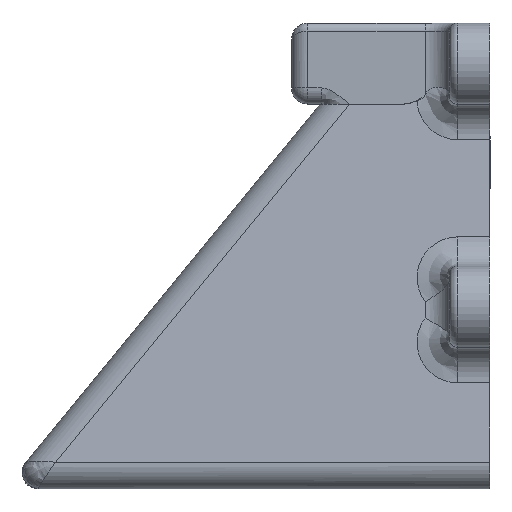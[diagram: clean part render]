
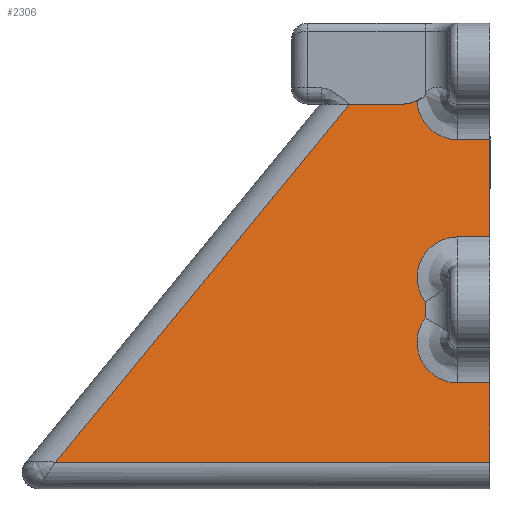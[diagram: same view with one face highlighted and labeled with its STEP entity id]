
A CAD part, left-side view. The second image highlights one B-rep face of the part: STEP entity #2306.
In plain terms, the highlighted planar face has unit normal (-0.995, 0, 0.1).
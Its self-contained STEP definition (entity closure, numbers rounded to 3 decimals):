
#257 = EDGE_CURVE ( 'NONE', #975, #4159, #1397, .T. ) ;
#261 = EDGE_CURVE ( 'NONE', #4662, #957, #4379, .T. ) ;
#364 = DIRECTION ( 'NONE',  ( 0.1, 0., 0.995 ) ) ;
#492 = CARTESIAN_POINT ( 'NONE',  ( -27.69, -22., 23.102 ) ) ;
#681 = ORIENTED_EDGE ( 'NONE', *, *, #2348, .T. ) ;
#688 = EDGE_CURVE ( 'NONE', #3024, #2251, #1294, .T. ) ;
#712 = CARTESIAN_POINT ( 'NONE',  ( -25.69, -23.164, 43.102 ) ) ;
#755 = CARTESIAN_POINT ( 'NONE',  ( -25.22, -20.736, 47.802 ) ) ;
#866 = FACE_OUTER_BOUND ( 'NONE', #1030, .T. ) ;
#957 = VERTEX_POINT ( 'NONE', #2794 ) ;
#975 = VERTEX_POINT ( 'NONE', #492 ) ;
#980 = CARTESIAN_POINT ( 'NONE',  ( -27.89, -22., 21.102 ) ) ;
#1030 = EDGE_LOOP ( 'NONE', ( #4282, #3231, #3870, #4586, #4272, #2934, #2788, #1141, #681, #1260, #3454, #2953, #4832 ) ) ;
#1141 = ORIENTED_EDGE ( 'NONE', *, *, #2687, .F. ) ;
#1150 = CARTESIAN_POINT ( 'NONE',  ( -27.312, -19.167, 26.879 ) ) ;
#1154 = VECTOR ( 'NONE', #1284, 1000. ) ;
#1174 = LINE ( 'NONE', #2627, #4132 ) ;
#1209 = EDGE_CURVE ( 'NONE', #4159, #2982, #1476, .T. ) ;
#1248 = EDGE_CURVE ( 'NONE', #1396, #2090, #1174, .T. ) ;
#1260 = ORIENTED_EDGE ( 'NONE', *, *, #1248, .T. ) ;
#1261 = CARTESIAN_POINT ( 'NONE',  ( -28.69, -26., 13.102 ) ) ;
#1264 = CARTESIAN_POINT ( 'NONE',  ( -26.89, -26., 31.102 ) ) ;
#1284 = DIRECTION ( 'NONE',  ( -0.077, 0.633, -0.771 ) ) ;
#1294 = LINE ( 'NONE', #1756, #3098 ) ;
#1368 = CARTESIAN_POINT ( 'NONE',  ( -29.67, 23.655, 3.299 ) ) ;
#1396 = VERTEX_POINT ( 'NONE', #1368 ) ;
#1397 =( BOUNDED_CURVE ( )  B_SPLINE_CURVE ( 3, ( #1819, #1150, #3313, #4806 ),
 .UNSPECIFIED., .F., .T. ) 
 B_SPLINE_CURVE_WITH_KNOTS ( ( 4, 4 ),
 ( 4.069, 6.283 ),
 .UNSPECIFIED. ) 
 CURVE ( )  GEOMETRIC_REPRESENTATION_ITEM ( )  RATIONAL_B_SPLINE_CURVE ( ( 1., 0.631, 0.631, 1. ) ) 
 REPRESENTATION_ITEM ( '' )  );
#1429 = CARTESIAN_POINT ( 'NONE',  ( -25.25, -9., 47.5 ) ) ;
#1442 = LINE ( 'NONE', #3626, #1925 ) ;
#1443 = CARTESIAN_POINT ( 'NONE',  ( -25.23, -20.468, 47.702 ) ) ;
#1476 = LINE ( 'NONE', #2655, #1620 ) ;
#1513 = EDGE_CURVE ( 'NONE', #957, #2737, #2608, .T. ) ;
#1574 = CARTESIAN_POINT ( 'NONE',  ( -28.69, -30., 13.102 ) ) ;
#1620 = VECTOR ( 'NONE', #4148, 1000. ) ;
#1671 = CARTESIAN_POINT ( 'NONE',  ( -28.268, -19.167, 17.325 ) ) ;
#1673 = DIRECTION ( 'NONE',  ( -0.1, 0., -0.995 ) ) ;
#1727 = EDGE_CURVE ( 'NONE', #3024, #2090, #2819, .T. ) ;
#1756 = CARTESIAN_POINT ( 'NONE',  ( -28.69, -24.754, 13.102 ) ) ;
#1819 = CARTESIAN_POINT ( 'NONE',  ( -27.69, -22., 23.102 ) ) ;
#1851 = CARTESIAN_POINT ( 'NONE',  ( -25.69, -26., 43.102 ) ) ;
#1925 = VECTOR ( 'NONE', #364, 1000. ) ;
#1946 = VECTOR ( 'NONE', #4601, 1000. ) ;
#1978 = LINE ( 'NONE', #3548, #1946 ) ;
#2032 = DIRECTION ( 'NONE',  ( 0., 1., 0. ) ) ;
#2049 = LINE ( 'NONE', #3474, #1154 ) ;
#2090 = VERTEX_POINT ( 'NONE', #2370 ) ;
#2107 = VERTEX_POINT ( 'NONE', #4260 ) ;
#2251 = VERTEX_POINT ( 'NONE', #1261 ) ;
#2258 = AXIS2_PLACEMENT_3D ( 'NONE', #3526, #2342, #3127 ) ;
#2306 = ADVANCED_FACE ( 'NONE', ( #866 ), #2807, .T. ) ;
#2322 = CARTESIAN_POINT ( 'NONE',  ( -25.25, -19.644, 47.5 ) ) ;
#2324 = EDGE_CURVE ( 'NONE', #4628, #4662, #1978, .T. ) ;
#2342 = DIRECTION ( 'NONE',  ( -0.995, 0., 0.1 ) ) ;
#2348 = EDGE_CURVE ( 'NONE', #2107, #1396, #2049, .T. ) ;
#2370 = CARTESIAN_POINT ( 'NONE',  ( -29.67, -30., 3.299 ) ) ;
#2449 = CARTESIAN_POINT ( 'NONE',  ( -28.69, -26., 13.102 ) ) ;
#2458 = CARTESIAN_POINT ( 'NONE',  ( -25.69, -30., 43.102 ) ) ;
#2608 = B_SPLINE_CURVE_WITH_KNOTS ( 'NONE', 3,
 ( #4116, #755, #1443, #3003, #2322, #4532 ),
 .UNSPECIFIED., .F., .F.,
 ( 4, 2, 4 ),
 ( 0.004, 0.005, 0.005 ),
 .UNSPECIFIED. ) ;
#2627 = CARTESIAN_POINT ( 'NONE',  ( -29.67, -30., 3.299 ) ) ;
#2649 = VECTOR ( 'NONE', #3979, 1000. ) ;
#2655 = CARTESIAN_POINT ( 'NONE',  ( -26.89, -30., 31.102 ) ) ;
#2687 = EDGE_CURVE ( 'NONE', #2107, #2737, #3221, .T. ) ;
#2737 = VERTEX_POINT ( 'NONE', #4351 ) ;
#2788 = ORIENTED_EDGE ( 'NONE', *, *, #1513, .T. ) ;
#2794 = CARTESIAN_POINT ( 'NONE',  ( -25.21, -21.004, 47.901 ) ) ;
#2805 = VECTOR ( 'NONE', #1673, 1000. ) ;
#2807 = PLANE ( 'NONE',  #2258 ) ;
#2819 = LINE ( 'NONE', #4643, #2805 ) ;
#2910 = CARTESIAN_POINT ( 'NONE',  ( -25.493, -21.118, 45.067 ) ) ;
#2934 = ORIENTED_EDGE ( 'NONE', *, *, #261, .T. ) ;
#2953 = ORIENTED_EDGE ( 'NONE', *, *, #688, .T. ) ;
#2961 = CARTESIAN_POINT ( 'NONE',  ( -25.69, -26., 43.102 ) ) ;
#2982 = VERTEX_POINT ( 'NONE', #3711 ) ;
#3003 = CARTESIAN_POINT ( 'NONE',  ( -25.245, -19.922, 47.552 ) ) ;
#3011 = DIRECTION ( 'NONE',  ( 0., -1., 0. ) ) ;
#3024 = VERTEX_POINT ( 'NONE', #1574 ) ;
#3097 = EDGE_CURVE ( 'NONE', #4628, #2982, #4640, .T. ) ;
#3098 = VECTOR ( 'NONE', #2032, 1000. ) ;
#3127 = DIRECTION ( 'NONE',  ( 0.1, 0., 0.995 ) ) ;
#3221 = LINE ( 'NONE', #1429, #2649 ) ;
#3231 = ORIENTED_EDGE ( 'NONE', *, *, #257, .T. ) ;
#3313 = CARTESIAN_POINT ( 'NONE',  ( -26.89, -21.279, 31.102 ) ) ;
#3366 = CARTESIAN_POINT ( 'NONE',  ( -25.21, -21.004, 47.901 ) ) ;
#3410 = CARTESIAN_POINT ( 'NONE',  ( -27.89, -22., 21.102 ) ) ;
#3454 = ORIENTED_EDGE ( 'NONE', *, *, #1727, .F. ) ;
#3474 = CARTESIAN_POINT ( 'NONE',  ( -28.537, 14.348, 14.634 ) ) ;
#3514 = DIRECTION ( 'NONE',  ( -0.1, 0., -0.995 ) ) ;
#3526 = CARTESIAN_POINT ( 'NONE',  ( -29.703, 0., 2.97 ) ) ;
#3548 = CARTESIAN_POINT ( 'NONE',  ( -25.69, -25., 43.102 ) ) ;
#3585 = CARTESIAN_POINT ( 'NONE',  ( -28.69, -21.279, 13.102 ) ) ;
#3626 = CARTESIAN_POINT ( 'NONE',  ( -29.703, -22., 2.97 ) ) ;
#3711 = CARTESIAN_POINT ( 'NONE',  ( -26.89, -30., 31.102 ) ) ;
#3807 = CARTESIAN_POINT ( 'NONE',  ( -25.25, -30., 47.5 ) ) ;
#3870 = ORIENTED_EDGE ( 'NONE', *, *, #1209, .T. ) ;
#3979 = DIRECTION ( 'NONE',  ( 0., -1., 0. ) ) ;
#4103 = VERTEX_POINT ( 'NONE', #3410 ) ;
#4116 = CARTESIAN_POINT ( 'NONE',  ( -25.21, -21.004, 47.901 ) ) ;
#4132 = VECTOR ( 'NONE', #3011, 1000. ) ;
#4148 = DIRECTION ( 'NONE',  ( 0., -1., 0. ) ) ;
#4159 = VERTEX_POINT ( 'NONE', #1264 ) ;
#4260 = CARTESIAN_POINT ( 'NONE',  ( -25.25, -12.637, 47.5 ) ) ;
#4272 = ORIENTED_EDGE ( 'NONE', *, *, #2324, .T. ) ;
#4282 = ORIENTED_EDGE ( 'NONE', *, *, #4340, .T. ) ;
#4340 = EDGE_CURVE ( 'NONE', #4103, #975, #1442, .T. ) ;
#4351 = CARTESIAN_POINT ( 'NONE',  ( -25.25, -19.354, 47.5 ) ) ;
#4379 =( BOUNDED_CURVE ( )  B_SPLINE_CURVE ( 3, ( #2961, #712, #2910, #3366 ),
 .UNSPECIFIED., .F., .T. ) 
 B_SPLINE_CURVE_WITH_KNOTS ( ( 4, 4 ),
 ( 0., 1.531 ),
 .UNSPECIFIED. ) 
 CURVE ( )  GEOMETRIC_REPRESENTATION_ITEM ( )  RATIONAL_B_SPLINE_CURVE ( ( 1., 0.814, 0.814, 1. ) ) 
 REPRESENTATION_ITEM ( '' )  );
#4449 = VECTOR ( 'NONE', #3514, 1000. ) ;
#4532 = CARTESIAN_POINT ( 'NONE',  ( -25.25, -19.354, 47.5 ) ) ;
#4586 = ORIENTED_EDGE ( 'NONE', *, *, #3097, .F. ) ;
#4592 =( BOUNDED_CURVE ( )  B_SPLINE_CURVE ( 3, ( #2449, #3585, #1671, #980 ),
 .UNSPECIFIED., .F., .T. ) 
 B_SPLINE_CURVE_WITH_KNOTS ( ( 4, 4 ),
 ( 0., 2.214 ),
 .UNSPECIFIED. ) 
 CURVE ( )  GEOMETRIC_REPRESENTATION_ITEM ( )  RATIONAL_B_SPLINE_CURVE ( ( 1., 0.631, 0.631, 1. ) ) 
 REPRESENTATION_ITEM ( '' )  );
#4601 = DIRECTION ( 'NONE',  ( 0., 1., 0. ) ) ;
#4628 = VERTEX_POINT ( 'NONE', #2458 ) ;
#4640 = LINE ( 'NONE', #3807, #4449 ) ;
#4643 = CARTESIAN_POINT ( 'NONE',  ( -25.25, -30., 47.5 ) ) ;
#4662 = VERTEX_POINT ( 'NONE', #1851 ) ;
#4753 = EDGE_CURVE ( 'NONE', #2251, #4103, #4592, .T. ) ;
#4806 = CARTESIAN_POINT ( 'NONE',  ( -26.89, -26., 31.102 ) ) ;
#4832 = ORIENTED_EDGE ( 'NONE', *, *, #4753, .T. ) ;
